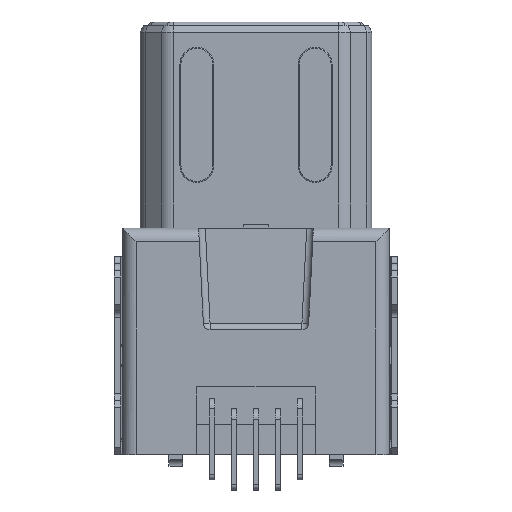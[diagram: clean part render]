
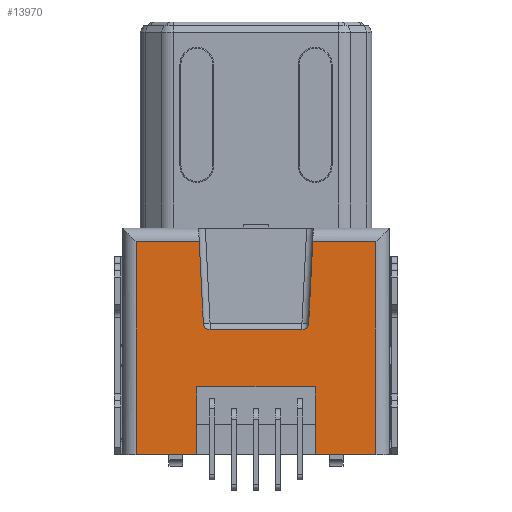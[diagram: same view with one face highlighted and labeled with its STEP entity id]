
A CAD part, front view. The second image highlights one B-rep face of the part: STEP entity #13970.
In plain terms, the highlighted planar face has unit normal (0, -1, 0).
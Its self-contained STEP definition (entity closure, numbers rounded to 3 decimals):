
#11860=CARTESIAN_POINT('',(-3.55,-2.213,0.35));
#11870=VERTEX_POINT('',#11860);
#11900=CARTESIAN_POINT('',(-1.088,-2.213,0.35));
#11910=DIRECTION('',(1.,0.,-0.));
#11920=VECTOR('',#11910,1.);
#11930=LINE('',#11900,#11920);
#11940=CARTESIAN_POINT('',(-1.75,-2.213,0.35));
#11950=VERTEX_POINT('',#11940);
#11960=EDGE_CURVE('',#11870,#11950,#11930,.T.);
#12680=CARTESIAN_POINT('',(-1.75,-2.213,0.35));
#12690=DIRECTION('',(0.,-0.,-1.));
#12700=VECTOR('',#12690,1.);
#12710=LINE('',#12680,#12700);
#12720=CARTESIAN_POINT('',(-1.75,-2.213,2.35));
#12730=VERTEX_POINT('',#12720);
#12740=EDGE_CURVE('',#12730,#11950,#12710,.T.);
#12920=CARTESIAN_POINT('',(3.733,-2.213,6.813));
#12930=DIRECTION('',(0.,-1.,0.));
#12940=DIRECTION('',(-1.,-0.,0.));
#12950=AXIS2_PLACEMENT_3D('',#12920,#12930,#12940);
#12960=PLANE('',#12950);
#12970=CARTESIAN_POINT('',(-3.55,-2.213,6.65));
#12980=DIRECTION('',(1.,0.,0.));
#12990=VECTOR('',#12980,1.);
#13000=LINE('',#12970,#12990);
#13010=CARTESIAN_POINT('',(-3.55,-2.213,6.65));
#13020=VERTEX_POINT('',#13010);
#13030=CARTESIAN_POINT('',(-1.68,-2.213,6.65));
#13040=VERTEX_POINT('',#13030);
#13050=EDGE_CURVE('',#13020,#13040,#13000,.T.);
#13060=ORIENTED_EDGE('',*,*,#13050,.F.);
#13070=CARTESIAN_POINT('',(-1.365,-2.213,0.35));
#13080=DIRECTION('',(-0.05,0.,0.999));
#13090=VECTOR('',#13080,1.);
#13100=LINE('',#13070,#13090);
#13110=CARTESIAN_POINT('',(-1.56,-2.213,4.24));
#13120=VERTEX_POINT('',#13110);
#13130=EDGE_CURVE('',#13120,#13040,#13100,.T.);
#13140=ORIENTED_EDGE('',*,*,#13130,.T.);
#13150=CARTESIAN_POINT('',(-1.36,-2.213,4.25));
#13160=DIRECTION('',(0.,1.,0.));
#13170=DIRECTION('',(1.,0.,0.));
#13180=AXIS2_PLACEMENT_3D('',#13150,#13160,#13170);
#13190=CIRCLE('',#13180,0.2);
#13200=CARTESIAN_POINT('',(-1.36,-2.213,4.05));
#13210=VERTEX_POINT('',#13200);
#13220=EDGE_CURVE('',#13210,#13120,#13190,.T.);
#13230=ORIENTED_EDGE('',*,*,#13220,.T.);
#13240=CARTESIAN_POINT('',(-1.088,-2.213,4.05));
#13250=DIRECTION('',(1.,-0.,-0.));
#13260=VECTOR('',#13250,1.);
#13270=LINE('',#13240,#13260);
#13280=CARTESIAN_POINT('',(1.36,-2.213,4.05));
#13290=VERTEX_POINT('',#13280);
#13300=EDGE_CURVE('',#13210,#13290,#13270,.T.);
#13310=ORIENTED_EDGE('',*,*,#13300,.F.);
#13320=CARTESIAN_POINT('',(1.36,-2.213,4.25));
#13330=DIRECTION('',(0.,1.,0.));
#13340=DIRECTION('',(1.,0.,0.));
#13350=AXIS2_PLACEMENT_3D('',#13320,#13330,#13340);
#13360=CIRCLE('',#13350,0.2);
#13370=CARTESIAN_POINT('',(1.56,-2.213,4.24));
#13380=VERTEX_POINT('',#13370);
#13390=EDGE_CURVE('',#13380,#13290,#13360,.T.);
#13400=ORIENTED_EDGE('',*,*,#13390,.T.);
#13410=CARTESIAN_POINT('',(1.365,-2.213,0.35));
#13420=DIRECTION('',(-0.05,0.,-0.999));
#13430=VECTOR('',#13420,1.);
#13440=LINE('',#13410,#13430);
#13450=CARTESIAN_POINT('',(1.68,-2.213,6.65));
#13460=VERTEX_POINT('',#13450);
#13470=EDGE_CURVE('',#13460,#13380,#13440,.T.);
#13480=ORIENTED_EDGE('',*,*,#13470,.T.);
#13490=CARTESIAN_POINT('',(1.68,-2.213,6.65));
#13500=DIRECTION('',(1.,0.,0.));
#13510=VECTOR('',#13500,1.);
#13520=LINE('',#13490,#13510);
#13530=CARTESIAN_POINT('',(3.55,-2.213,6.65));
#13540=VERTEX_POINT('',#13530);
#13550=EDGE_CURVE('',#13460,#13540,#13520,.T.);
#13560=ORIENTED_EDGE('',*,*,#13550,.F.);
#13570=CARTESIAN_POINT('',(3.55,-2.213,6.65));
#13580=DIRECTION('',(0.,0.,-1.));
#13590=VECTOR('',#13580,1.);
#13600=LINE('',#13570,#13590);
#13610=CARTESIAN_POINT('',(3.55,-2.213,0.35));
#13620=VERTEX_POINT('',#13610);
#13630=EDGE_CURVE('',#13540,#13620,#13600,.T.);
#13640=ORIENTED_EDGE('',*,*,#13630,.F.);
#13650=CARTESIAN_POINT('',(-1.088,-2.213,0.35));
#13660=DIRECTION('',(1.,0.,0.));
#13670=VECTOR('',#13660,1.);
#13680=LINE('',#13650,#13670);
#13690=CARTESIAN_POINT('',(1.75,-2.213,0.35));
#13700=VERTEX_POINT('',#13690);
#13710=EDGE_CURVE('',#13700,#13620,#13680,.T.);
#13720=ORIENTED_EDGE('',*,*,#13710,.T.);
#13730=CARTESIAN_POINT('',(1.75,-2.213,0.35));
#13740=DIRECTION('',(0.,-0.,1.));
#13750=VECTOR('',#13740,1.);
#13760=LINE('',#13730,#13750);
#13770=CARTESIAN_POINT('',(1.75,-2.213,2.35));
#13780=VERTEX_POINT('',#13770);
#13790=EDGE_CURVE('',#13700,#13780,#13760,.T.);
#13800=ORIENTED_EDGE('',*,*,#13790,.F.);
#13810=CARTESIAN_POINT('',(-1.088,-2.213,2.35));
#13820=DIRECTION('',(-1.,-0.,-0.));
#13830=VECTOR('',#13820,1.);
#13840=LINE('',#13810,#13830);
#13850=EDGE_CURVE('',#13780,#12730,#13840,.T.);
#13860=ORIENTED_EDGE('',*,*,#13850,.F.);
#13870=ORIENTED_EDGE('',*,*,#12740,.F.);
#13880=ORIENTED_EDGE('',*,*,#11960,.T.);
#13890=CARTESIAN_POINT('',(-3.55,-2.213,0.35));
#13900=DIRECTION('',(0.,0.,1.));
#13910=VECTOR('',#13900,1.);
#13920=LINE('',#13890,#13910);
#13930=EDGE_CURVE('',#11870,#13020,#13920,.T.);
#13940=ORIENTED_EDGE('',*,*,#13930,.F.);
#13950=EDGE_LOOP('',(#13940,#13880,#13870,#13860,#13800,#13720,#13640,
#13560,#13480,#13400,#13310,#13230,#13140,#13060));
#13960=FACE_OUTER_BOUND('',#13950,.T.);
#13970=ADVANCED_FACE('',(#13960),#12960,.T.);
